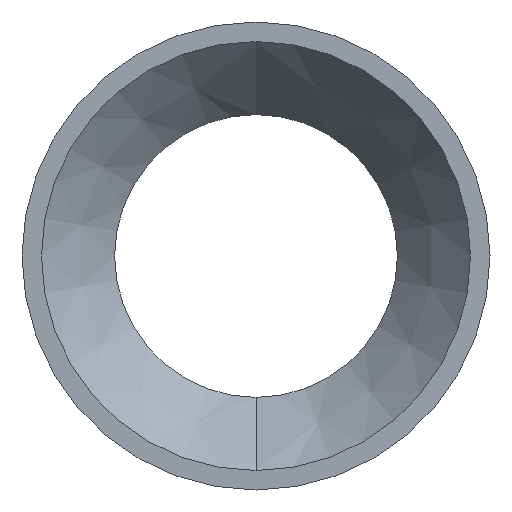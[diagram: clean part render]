
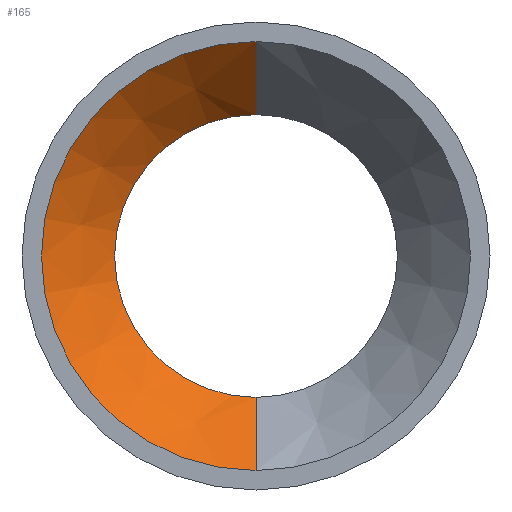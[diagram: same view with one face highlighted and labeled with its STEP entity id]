
A CAD part, front view. The second image highlights one B-rep face of the part: STEP entity #165.
In plain terms, the highlighted conical face has half-angle 40.365 degrees and reference radius 4.4 mm.
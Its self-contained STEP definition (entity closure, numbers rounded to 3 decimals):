
#4 = EDGE_LOOP ( 'NONE', ( #360, #375, #247, #348 ) ) ;
#26 = CARTESIAN_POINT ( 'NONE',  ( 0., -6., -4.4 ) ) ;
#46 = VERTEX_POINT ( 'NONE', #562 ) ;
#51 = VECTOR ( 'NONE', #145, 1000. ) ;
#55 = EDGE_CURVE ( 'NONE', #46, #342, #226, .T. ) ;
#66 = EDGE_CURVE ( 'NONE', #46, #96, #471, .T. ) ;
#71 = DIRECTION ( 'NONE',  ( 0., 0., 1. ) ) ;
#91 = EDGE_CURVE ( 'NONE', #96, #434, #160, .T. ) ;
#92 = CARTESIAN_POINT ( 'NONE',  ( 0., -6., 0. ) ) ;
#96 = VERTEX_POINT ( 'NONE', #340 ) ;
#139 = DIRECTION ( 'NONE',  ( 0., 1., 0. ) ) ;
#145 = DIRECTION ( 'NONE',  ( 0., -0.762, -0.648 ) ) ;
#152 = CONICAL_SURFACE ( 'NONE', #595, 4.4, 0.704 ) ;
#160 = LINE ( 'NONE', #191, #399 ) ;
#165 = ADVANCED_FACE ( 'NONE', ( #250 ), #152, .F. ) ;
#186 = CIRCLE ( 'NONE', #443, 4.4 ) ;
#191 = CARTESIAN_POINT ( 'NONE',  ( 0., -6., 4.4 ) ) ;
#226 = LINE ( 'NONE', #521, #51 ) ;
#234 = DIRECTION ( 'NONE',  ( 0., -0.762, 0.648 ) ) ;
#236 = DIRECTION ( 'NONE',  ( 0., 0., -1. ) ) ;
#247 = ORIENTED_EDGE ( 'NONE', *, *, #299, .F. ) ;
#250 = FACE_OUTER_BOUND ( 'NONE', #4, .T. ) ;
#252 = CARTESIAN_POINT ( 'NONE',  ( 0., -6., 4.4 ) ) ;
#299 = EDGE_CURVE ( 'NONE', #342, #434, #186, .T. ) ;
#304 = CARTESIAN_POINT ( 'NONE',  ( 0., -6., 0. ) ) ;
#340 = CARTESIAN_POINT ( 'NONE',  ( 0., -4.235, 2.9 ) ) ;
#342 = VERTEX_POINT ( 'NONE', #26 ) ;
#348 = ORIENTED_EDGE ( 'NONE', *, *, #55, .F. ) ;
#360 = ORIENTED_EDGE ( 'NONE', *, *, #66, .T. ) ;
#375 = ORIENTED_EDGE ( 'NONE', *, *, #91, .T. ) ;
#384 = CARTESIAN_POINT ( 'NONE',  ( 0., -4.235, 0. ) ) ;
#399 = VECTOR ( 'NONE', #234, 1000. ) ;
#426 = DIRECTION ( 'NONE',  ( 0., 0., 1. ) ) ;
#434 = VERTEX_POINT ( 'NONE', #252 ) ;
#443 = AXIS2_PLACEMENT_3D ( 'NONE', #304, #494, #71 ) ;
#471 = CIRCLE ( 'NONE', #536, 2.9 ) ;
#474 = DIRECTION ( 'NONE',  ( 0., -1., 0. ) ) ;
#494 = DIRECTION ( 'NONE',  ( 0., 1., 0. ) ) ;
#521 = CARTESIAN_POINT ( 'NONE',  ( 0., -6., -4.4 ) ) ;
#536 = AXIS2_PLACEMENT_3D ( 'NONE', #384, #139, #426 ) ;
#562 = CARTESIAN_POINT ( 'NONE',  ( 0., -4.235, -2.9 ) ) ;
#595 = AXIS2_PLACEMENT_3D ( 'NONE', #92, #474, #236 ) ;
